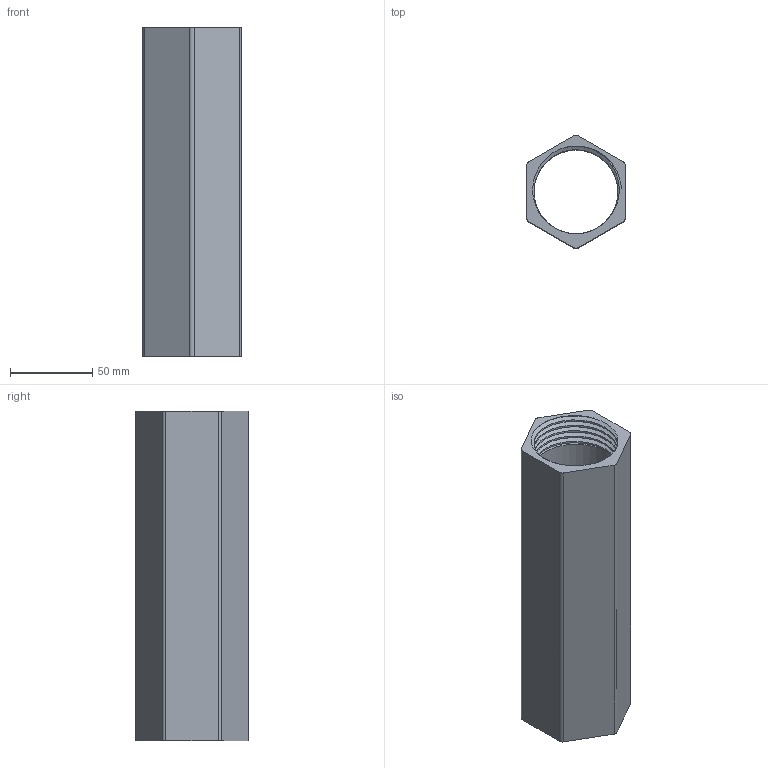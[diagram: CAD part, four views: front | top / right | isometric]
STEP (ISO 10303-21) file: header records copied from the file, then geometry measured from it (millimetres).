
FILE_DESCRIPTION(/* description */ (''),/* implementation_level */ '2;1');
FILE_NAME(/* name */ 'pencil pencil case v2.step',/* time_stamp */ '2024-08-08T16:46:17+02:00',/* author */ (''),/* organization */ (''),/* preprocessor_version */ 'ST-DEVELOPER v20',/* originating_system */ 'Autodesk Translation Framework v13.14.0.145',/* authorisation */ '');
FILE_SCHEMA (('AUTOMOTIVE_DESIGN { 1 0 10303 214 3 1 1 }'));
Length unit declared in the file: millimetre
Products named in the file (1): pencil pencil case
Bounding box: 60 x 68.51 x 200 mm (x, y, z)
Volume: 212047.4 mm3; surface area: 77697.8 mm2
Topology: 1 solids, 1 shells, 29 faces, 81 edges, 54 vertices
Faces by surface type: cylinder 18, plane 9, bspline 2
Full cylindrical faces by diameter (mm): 50.97 x5, 55.446 x4
Entity records: 2642 total; most frequent: CARTESIAN_POINT 1892, ORIENTED_EDGE 162, DIRECTION 127, EDGE_CURVE 81, VERTEX_POINT 54, AXIS2_PLACEMENT_3D 46, LINE 35, VECTOR 35
